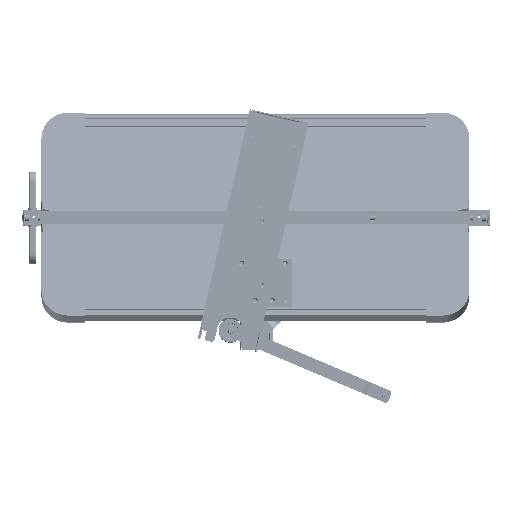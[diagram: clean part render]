
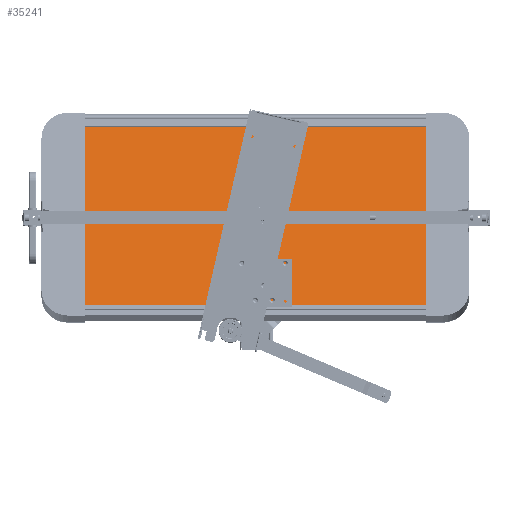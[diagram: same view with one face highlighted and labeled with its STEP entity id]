
A CAD part, front view. The second image highlights one B-rep face of the part: STEP entity #35241.
In plain terms, the highlighted face is planar.
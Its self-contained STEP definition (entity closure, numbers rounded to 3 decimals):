
#3351=FACE_OUTER_BOUND('',#5392,.T.);
#5392=EDGE_LOOP('',(#31005,#31006,#31007,#31008));
#9869=LINE('',#80264,#13096);
#9871=LINE('',#80268,#13098);
#9873=LINE('',#80272,#13100);
#9875=LINE('',#80275,#13102);
#13096=VECTOR('',#48383,300.);
#13098=VECTOR('',#48387,547.);
#13100=VECTOR('',#48391,300.);
#13102=VECTOR('',#48395,547.);
#16636=VERTEX_POINT('',#80261);
#16637=VERTEX_POINT('',#80263);
#16638=VERTEX_POINT('',#80267);
#16639=VERTEX_POINT('',#80271);
#21528=EDGE_CURVE('',#16636,#16637,#9869,.T.);
#21530=EDGE_CURVE('',#16637,#16638,#9871,.T.);
#21532=EDGE_CURVE('',#16638,#16639,#9873,.T.);
#21534=EDGE_CURVE('',#16639,#16636,#9875,.T.);
#31005=ORIENTED_EDGE('',*,*,#21528,.F.);
#31006=ORIENTED_EDGE('',*,*,#21534,.F.);
#31007=ORIENTED_EDGE('',*,*,#21532,.F.);
#31008=ORIENTED_EDGE('',*,*,#21530,.F.);
#33520=PLANE('',#39286);
#35241=ADVANCED_FACE('',(#3351),#33520,.T.);
#39286=AXIS2_PLACEMENT_3D('',#80276,#48396,#48397);
#48383=DIRECTION('',(0.,1.,0.));
#48387=DIRECTION('',(1.,0.,0.));
#48391=DIRECTION('',(0.,-1.,0.));
#48395=DIRECTION('',(-1.,0.,0.));
#48396=DIRECTION('center_axis',(0.,0.,1.));
#48397=DIRECTION('ref_axis',(1.,0.,0.));
#80261=CARTESIAN_POINT('',(-273.5,-150.,4.5));
#80263=CARTESIAN_POINT('',(-273.5,150.,4.5));
#80264=CARTESIAN_POINT('',(-273.5,-150.,4.5));
#80267=CARTESIAN_POINT('',(273.5,150.,4.5));
#80268=CARTESIAN_POINT('',(-273.5,150.,4.5));
#80271=CARTESIAN_POINT('',(273.5,-150.,4.5));
#80272=CARTESIAN_POINT('',(273.5,150.,4.5));
#80275=CARTESIAN_POINT('',(273.5,-150.,4.5));
#80276=CARTESIAN_POINT('Origin',(0.,0.,4.5));
